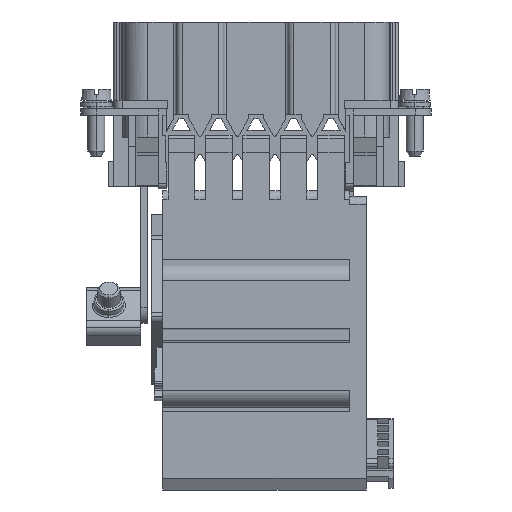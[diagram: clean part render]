
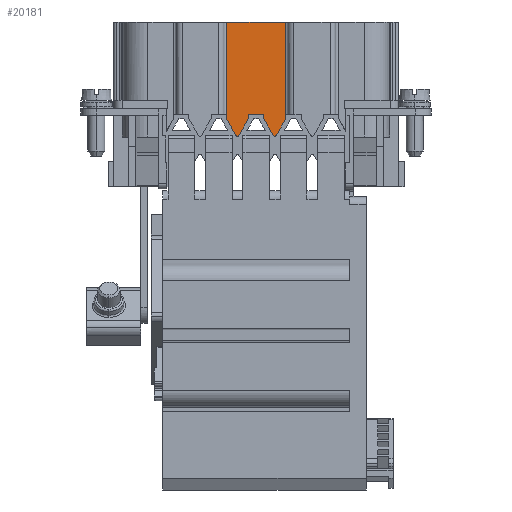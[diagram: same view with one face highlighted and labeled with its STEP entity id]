
A CAD part, left-side view. The second image highlights one B-rep face of the part: STEP entity #20181.
In plain terms, the highlighted planar face has unit normal (-1, 0, 0).
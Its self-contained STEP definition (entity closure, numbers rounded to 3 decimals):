
#20097=AXIS2_PLACEMENT_3D('Plane Axis2P3D',#20094,#20095,#20096) ;
#20101=AXIS2_PLACEMENT_3D('Circle Axis2P3D',#20099,#20100,$) ;
#20129=AXIS2_PLACEMENT_3D('Circle Axis2P3D',#20127,#20128,$) ;
#17288=CARTESIAN_POINT('Vertex',(4.5,36.65,83.8)) ;
#17291=CARTESIAN_POINT('Line Origine',(4.5,31.4,83.8)) ;
#17295=CARTESIAN_POINT('Vertex',(4.5,26.15,83.8)) ;
#20063=CARTESIAN_POINT('Vertex',(4.5,36.65,66.327)) ;
#20068=CARTESIAN_POINT('Line Origine',(4.5,36.65,63.2)) ;
#20094=CARTESIAN_POINT('Axis2P3D Location',(4.5,15.55,69.8)) ;
#20099=CARTESIAN_POINT('Axis2P3D Location',(4.5,28.05,63.636)) ;
#20103=CARTESIAN_POINT('Vertex',(4.5,28.31,63.486)) ;
#20105=CARTESIAN_POINT('Vertex',(4.5,27.79,63.486)) ;
#20108=CARTESIAN_POINT('Line Origine',(4.5,26.97,64.906)) ;
#20112=CARTESIAN_POINT('Vertex',(4.5,26.15,66.327)) ;
#20115=CARTESIAN_POINT('Line Origine',(4.5,26.15,75.063)) ;
#20120=CARTESIAN_POINT('Line Origine',(4.5,35.83,64.906)) ;
#20124=CARTESIAN_POINT('Vertex',(4.5,35.01,63.486)) ;
#20127=CARTESIAN_POINT('Axis2P3D Location',(4.5,34.75,63.636)) ;
#20131=CARTESIAN_POINT('Vertex',(4.5,34.49,63.486)) ;
#20134=CARTESIAN_POINT('Line Origine',(4.5,33.62,64.993)) ;
#20138=CARTESIAN_POINT('Vertex',(4.5,32.75,66.5)) ;
#20141=CARTESIAN_POINT('Line Origine',(4.5,32.75,66.9)) ;
#20145=CARTESIAN_POINT('Vertex',(4.5,32.75,67.3)) ;
#20148=CARTESIAN_POINT('Line Origine',(4.5,31.4,67.3)) ;
#20152=CARTESIAN_POINT('Vertex',(4.5,30.05,67.3)) ;
#20155=CARTESIAN_POINT('Line Origine',(4.5,30.05,66.9)) ;
#20159=CARTESIAN_POINT('Vertex',(4.5,30.05,66.5)) ;
#20162=CARTESIAN_POINT('Line Origine',(4.5,29.18,64.993)) ;
#17292=DIRECTION('Vector Direction',(0.,1.,0.)) ;
#20069=DIRECTION('Vector Direction',(0.,0.,-1.)) ;
#20095=DIRECTION('Axis2P3D Direction',(-1.,0.,0.)) ;
#20096=DIRECTION('Axis2P3D XDirection',(0.,1.,0.)) ;
#20100=DIRECTION('Axis2P3D Direction',(-1.,0.,0.)) ;
#20109=DIRECTION('Vector Direction',(0.,0.5,-0.866)) ;
#20116=DIRECTION('Vector Direction',(0.,0.,1.)) ;
#20121=DIRECTION('Vector Direction',(0.,0.5,0.866)) ;
#20128=DIRECTION('Axis2P3D Direction',(-1.,0.,0.)) ;
#20135=DIRECTION('Vector Direction',(0.,0.5,-0.866)) ;
#20142=DIRECTION('Vector Direction',(0.,0.,-1.)) ;
#20149=DIRECTION('Vector Direction',(0.,1.,0.)) ;
#20156=DIRECTION('Vector Direction',(0.,0.,1.)) ;
#20163=DIRECTION('Vector Direction',(0.,0.5,0.866)) ;
#17293=VECTOR('Line Direction',#17292,1.) ;
#20070=VECTOR('Line Direction',#20069,1.) ;
#20110=VECTOR('Line Direction',#20109,1.) ;
#20117=VECTOR('Line Direction',#20116,1.) ;
#20122=VECTOR('Line Direction',#20121,1.) ;
#20136=VECTOR('Line Direction',#20135,1.) ;
#20143=VECTOR('Line Direction',#20142,1.) ;
#20150=VECTOR('Line Direction',#20149,1.) ;
#20157=VECTOR('Line Direction',#20156,1.) ;
#20164=VECTOR('Line Direction',#20163,1.) ;
#20168=ORIENTED_EDGE('',*,*,#20107,.T.) ;
#20169=ORIENTED_EDGE('',*,*,#20114,.F.) ;
#20170=ORIENTED_EDGE('',*,*,#20119,.T.) ;
#20171=ORIENTED_EDGE('',*,*,#17297,.T.) ;
#20172=ORIENTED_EDGE('',*,*,#20072,.T.) ;
#20173=ORIENTED_EDGE('',*,*,#20126,.F.) ;
#20174=ORIENTED_EDGE('',*,*,#20133,.T.) ;
#20175=ORIENTED_EDGE('',*,*,#20140,.F.) ;
#20176=ORIENTED_EDGE('',*,*,#20147,.F.) ;
#20177=ORIENTED_EDGE('',*,*,#20154,.F.) ;
#20178=ORIENTED_EDGE('',*,*,#20161,.F.) ;
#20179=ORIENTED_EDGE('',*,*,#20166,.F.) ;
#20181=ADVANCED_FACE('Standard_1\\_1848680000',(#20180),#20098,.T.) ;
#20102=CIRCLE('generated circle',#20101,0.3) ;
#20130=CIRCLE('generated circle',#20129,0.3) ;
#17297=EDGE_CURVE('',#17296,#17289,#17294,.T.) ;
#20072=EDGE_CURVE('',#17289,#20064,#20071,.T.) ;
#20107=EDGE_CURVE('',#20104,#20106,#20102,.T.) ;
#20114=EDGE_CURVE('',#20113,#20106,#20111,.T.) ;
#20119=EDGE_CURVE('',#20113,#17296,#20118,.T.) ;
#20126=EDGE_CURVE('',#20125,#20064,#20123,.T.) ;
#20133=EDGE_CURVE('',#20125,#20132,#20130,.T.) ;
#20140=EDGE_CURVE('',#20139,#20132,#20137,.T.) ;
#20147=EDGE_CURVE('',#20146,#20139,#20144,.T.) ;
#20154=EDGE_CURVE('',#20153,#20146,#20151,.T.) ;
#20161=EDGE_CURVE('',#20160,#20153,#20158,.T.) ;
#20166=EDGE_CURVE('',#20104,#20160,#20165,.T.) ;
#20167=EDGE_LOOP('',(#20168,#20169,#20170,#20171,#20172,#20173,#20174,#20175,#20176,#20177,#20178,#20179)) ;
#20180=FACE_OUTER_BOUND('',#20167,.T.) ;
#17294=LINE('Line',#17291,#17293) ;
#20071=LINE('Line',#20068,#20070) ;
#20111=LINE('Line',#20108,#20110) ;
#20118=LINE('Line',#20115,#20117) ;
#20123=LINE('Line',#20120,#20122) ;
#20137=LINE('Line',#20134,#20136) ;
#20144=LINE('Line',#20141,#20143) ;
#20151=LINE('Line',#20148,#20150) ;
#20158=LINE('Line',#20155,#20157) ;
#20165=LINE('Line',#20162,#20164) ;
#20098=PLANE('',#20097) ;
#17289=VERTEX_POINT('',#17288) ;
#17296=VERTEX_POINT('',#17295) ;
#20064=VERTEX_POINT('',#20063) ;
#20104=VERTEX_POINT('',#20103) ;
#20106=VERTEX_POINT('',#20105) ;
#20113=VERTEX_POINT('',#20112) ;
#20125=VERTEX_POINT('',#20124) ;
#20132=VERTEX_POINT('',#20131) ;
#20139=VERTEX_POINT('',#20138) ;
#20146=VERTEX_POINT('',#20145) ;
#20153=VERTEX_POINT('',#20152) ;
#20160=VERTEX_POINT('',#20159) ;
